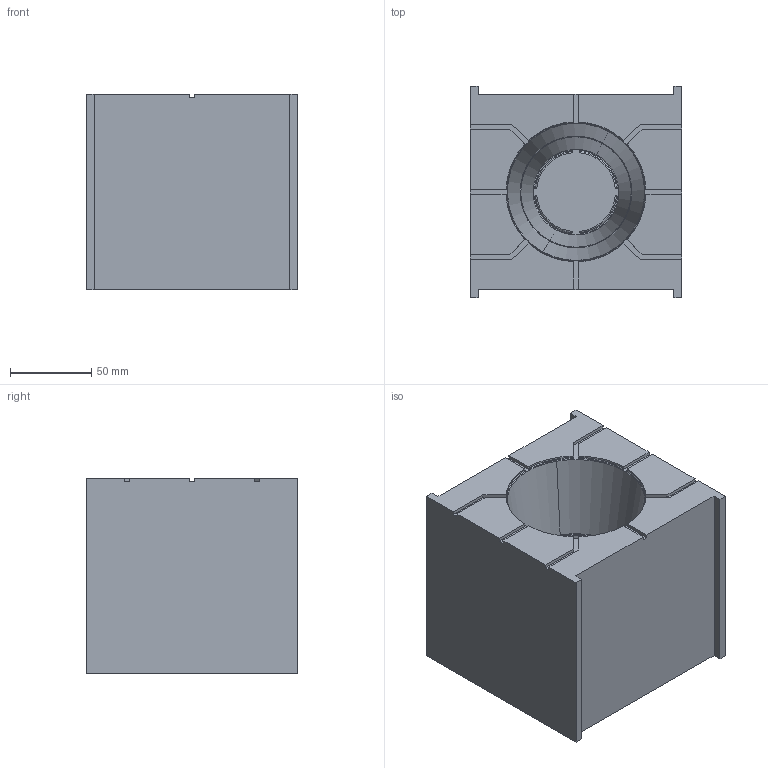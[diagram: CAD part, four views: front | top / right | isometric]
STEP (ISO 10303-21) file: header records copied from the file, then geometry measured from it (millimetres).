
FILE_DESCRIPTION(('CATIA V5 STEP'),'2;1');
FILE_NAME('Tool For Cup V4 - Lower part.stp','2019-01-21T16:01:42+00:00',('none'),('none'),'CATIA Version 5 Release 19 GA (IN-10)','CATIA V5 STEP AP214','none');
FILE_SCHEMA(('AUTOMOTIVE_DESIGN { 1 0 10303 214 1 1 1 1 }'));
Length unit declared in the file: millimetre
Products named in the file (1): Tool For Cup V4 - Lower part
Bounding box: 130 x 130 x 120 mm (x, y, z)
Volume: 1479302.6 mm3; surface area: 117004.1 mm2
Topology: 1 solids, 1 shells, 188 faces, 478 edges, 284 vertices
Faces by surface type: plane 62, revolution 58, bspline 54, cylinder 10, torus 4
Entity records: 8545 total; most frequent: CARTESIAN_POINT 4828, ORIENTED_EDGE 940, EDGE_CURVE 470, DIRECTION 380, B_SPLINE_CURVE_WITH_KNOTS 298, VERTEX_POINT 284, ADVANCED_FACE 188, EDGE_LOOP 188
